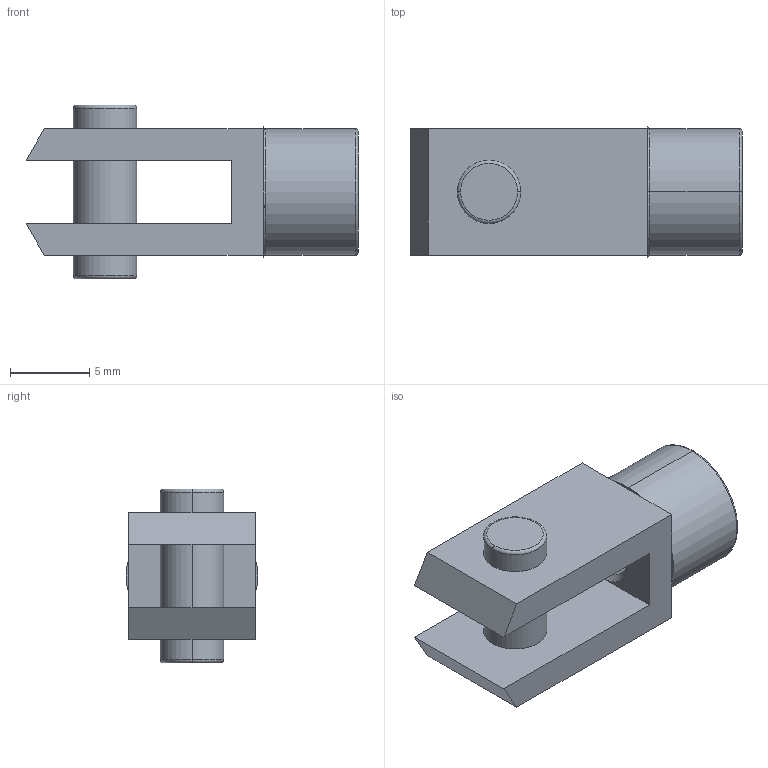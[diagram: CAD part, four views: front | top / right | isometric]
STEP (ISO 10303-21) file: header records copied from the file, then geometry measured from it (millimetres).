
FILE_DESCRIPTION(('HOOPS Exchange Step'),'2;1');
FILE_NAME('export-3CACF48E-5019-4ECA-A708-E6EF944912E5.stp','2021-04-14T12:28:09+02:00',('Engineering'),('Alibre'),'HOOPS Exchange 2020.1','Alibre','Unknown authorisation');
FILE_SCHEMA( ('AP242_MANAGED_MODEL_BASED_3D_ENGINEERING_MIM_LF {1 0 10303 442 1 1 4 }') );
Length unit declared in the file: millimetre
Products named in the file (1): 5551 W0950080020 Fork GK-M M4x0.70
Bounding box: 21 x 8.32 x 11 mm (x, y, z)
Volume: 847.3 mm3; surface area: 964.6 mm2
Topology: 1 solids, 1 shells, 43 faces, 96 edges, 56 vertices
Faces by surface type: plane 21, cylinder 10, torus 8, cone 4
Entity records: 1224 total; most frequent: DIRECTION 234, CARTESIAN_POINT 197, ORIENTED_EDGE 192, EDGE_CURVE 96, AXIS2_PLACEMENT_3D 93, VERTEX_POINT 56, CIRCLE 48, EDGE_LOOP 48
